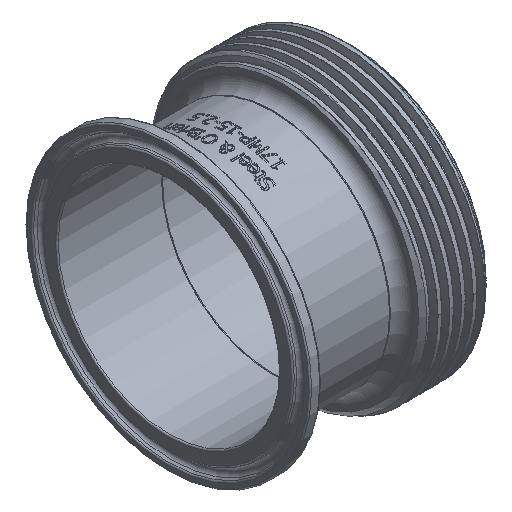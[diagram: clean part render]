
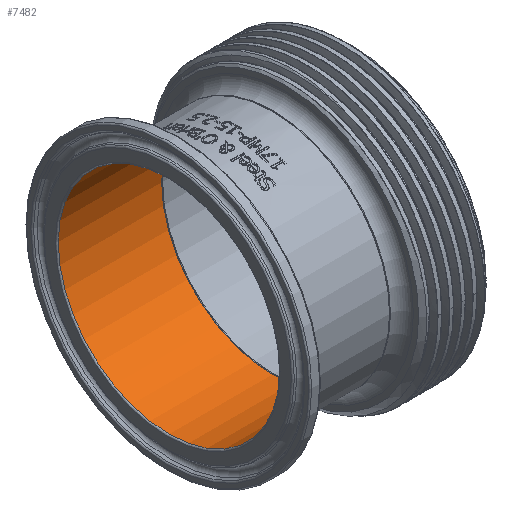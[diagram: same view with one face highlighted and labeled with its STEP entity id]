
A CAD part, isometric view. The second image highlights one B-rep face of the part: STEP entity #7482.
In plain terms, the highlighted cylindrical face has radius 30.099 mm (diameter 60.198 mm), a full revolution.
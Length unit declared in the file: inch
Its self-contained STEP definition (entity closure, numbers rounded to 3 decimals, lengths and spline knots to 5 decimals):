
#850=FACE_OUTER_BOUND('',#1294,.T.);
#1294=EDGE_LOOP('',(#6927,#6928,#6929,#6930,#6931,#6932,#6933,#6934));
#1503=CIRCLE('',#7952,1.185);
#1504=CIRCLE('',#7953,1.185);
#1506=CIRCLE('',#7955,1.185);
#1507=CIRCLE('',#7957,1.185);
#1508=CIRCLE('',#7958,1.185);
#1509=CIRCLE('',#7959,1.185);
#2409=LINE('',#19912,#2899);
#2899=VECTOR('',#9380,1.185);
#3624=VERTEX_POINT('',#19903);
#3625=VERTEX_POINT('',#19904);
#3626=VERTEX_POINT('',#19906);
#3627=VERTEX_POINT('',#19911);
#3628=VERTEX_POINT('',#19913);
#3629=VERTEX_POINT('',#19915);
#4736=EDGE_CURVE('',#3624,#3625,#1503,.T.);
#4737=EDGE_CURVE('',#3625,#3626,#1504,.T.);
#4739=EDGE_CURVE('',#3626,#3624,#1506,.T.);
#4740=EDGE_CURVE('',#3625,#3627,#2409,.T.);
#4741=EDGE_CURVE('',#3628,#3627,#1507,.T.);
#4742=EDGE_CURVE('',#3629,#3628,#1508,.T.);
#4743=EDGE_CURVE('',#3627,#3629,#1509,.T.);
#6927=ORIENTED_EDGE('',*,*,#4736,.F.);
#6928=ORIENTED_EDGE('',*,*,#4739,.F.);
#6929=ORIENTED_EDGE('',*,*,#4737,.F.);
#6930=ORIENTED_EDGE('',*,*,#4740,.T.);
#6931=ORIENTED_EDGE('',*,*,#4741,.F.);
#6932=ORIENTED_EDGE('',*,*,#4742,.F.);
#6933=ORIENTED_EDGE('',*,*,#4743,.F.);
#6934=ORIENTED_EDGE('',*,*,#4740,.F.);
#7088=CYLINDRICAL_SURFACE('',#7956,1.185);
#7482=ADVANCED_FACE('',(#850),#7088,.F.);
#7952=AXIS2_PLACEMENT_3D('',#19905,#9370,#9371);
#7953=AXIS2_PLACEMENT_3D('',#19907,#9372,#9373);
#7955=AXIS2_PLACEMENT_3D('',#19909,#9376,#9377);
#7956=AXIS2_PLACEMENT_3D('',#19910,#9378,#9379);
#7957=AXIS2_PLACEMENT_3D('',#19914,#9381,#9382);
#7958=AXIS2_PLACEMENT_3D('',#19916,#9383,#9384);
#7959=AXIS2_PLACEMENT_3D('',#19917,#9385,#9386);
#9370=DIRECTION('center_axis',(-1.,0.,0.));
#9371=DIRECTION('ref_axis',(0.,-1.,0.));
#9372=DIRECTION('center_axis',(-1.,0.,0.));
#9373=DIRECTION('ref_axis',(0.,-1.,0.));
#9376=DIRECTION('center_axis',(-1.,0.,0.));
#9377=DIRECTION('ref_axis',(0.,-1.,0.));
#9378=DIRECTION('center_axis',(1.,0.,0.));
#9379=DIRECTION('ref_axis',(0.,1.,0.));
#9380=DIRECTION('',(-1.,0.,0.));
#9381=DIRECTION('center_axis',(1.,0.,0.));
#9382=DIRECTION('ref_axis',(0.,-1.,0.));
#9383=DIRECTION('center_axis',(1.,0.,0.));
#9384=DIRECTION('ref_axis',(0.,-1.,0.));
#9385=DIRECTION('center_axis',(1.,0.,0.));
#9386=DIRECTION('ref_axis',(0.,-1.,0.));
#19903=CARTESIAN_POINT('',(1.12,1.185,0.));
#19904=CARTESIAN_POINT('',(1.12,-1.185,0.));
#19905=CARTESIAN_POINT('Origin',(1.12,0.,0.));
#19906=CARTESIAN_POINT('',(1.12,0.,1.185));
#19907=CARTESIAN_POINT('Origin',(1.12,0.,0.));
#19909=CARTESIAN_POINT('Origin',(1.12,0.,0.));
#19910=CARTESIAN_POINT('Origin',(0.578,0.,0.));
#19911=CARTESIAN_POINT('',(0.015,-1.185,0.));
#19912=CARTESIAN_POINT('',(0.578,-1.185,0.));
#19913=CARTESIAN_POINT('',(0.015,0.,1.185));
#19914=CARTESIAN_POINT('Origin',(0.015,0.,0.));
#19915=CARTESIAN_POINT('',(0.015,1.185,0.));
#19916=CARTESIAN_POINT('Origin',(0.015,0.,0.));
#19917=CARTESIAN_POINT('Origin',(0.015,0.,0.));
